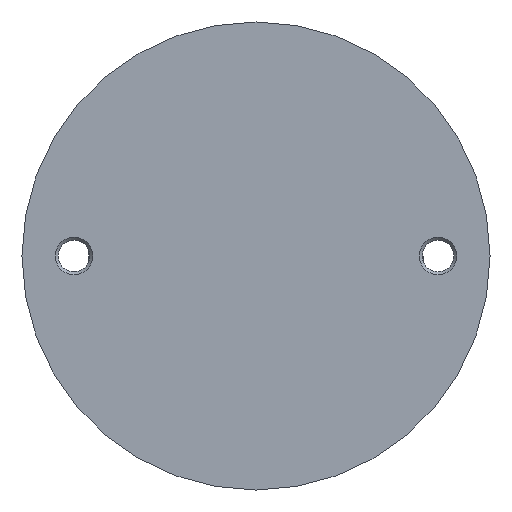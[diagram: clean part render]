
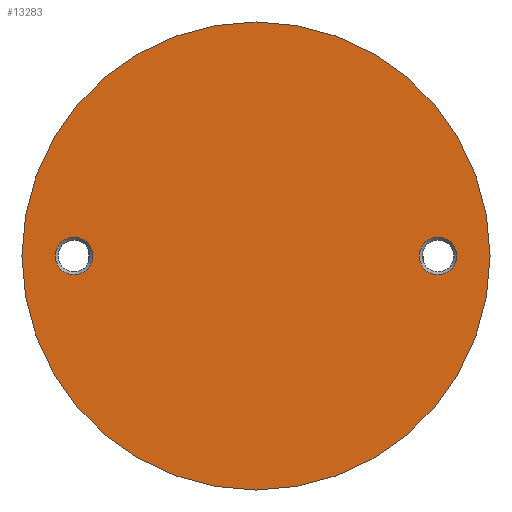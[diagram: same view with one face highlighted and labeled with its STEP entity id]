
A CAD part, front view. The second image highlights one B-rep face of the part: STEP entity #13283.
In plain terms, the highlighted planar face has unit normal (0, -1, 0).
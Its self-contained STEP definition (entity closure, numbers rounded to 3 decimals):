
#661 = AXIS2_PLACEMENT_3D ( 'NONE', #10886, #2547, #11814 ) ;
#887 = FACE_BOUND ( 'NONE', #1589, .T. ) ;
#1039 = FACE_OUTER_BOUND ( 'NONE', #5330, .T. ) ;
#1313 = AXIS2_PLACEMENT_3D ( 'NONE', #12043, #4863, #13119 ) ;
#1589 = EDGE_LOOP ( 'NONE', ( #3104 ) ) ;
#1736 = VERTEX_POINT ( 'NONE', #9285 ) ;
#1843 = VERTEX_POINT ( 'NONE', #5821 ) ;
#1975 = CIRCLE ( 'NONE', #4207, 40.5 ) ;
#2006 = EDGE_CURVE ( 'NONE', #1843, #1843, #1975, .T. ) ;
#2547 = DIRECTION ( 'NONE',  ( 0., 1., 0. ) ) ;
#3039 = DIRECTION ( 'NONE',  ( 0., 1., 0. ) ) ;
#3104 = ORIENTED_EDGE ( 'NONE', *, *, #10997, .T. ) ;
#3605 = AXIS2_PLACEMENT_3D ( 'NONE', #8210, #3039, #6172 ) ;
#3682 = PLANE ( 'NONE',  #661 ) ;
#4126 = CARTESIAN_POINT ( 'NONE',  ( 31.5, 0., 3.25 ) ) ;
#4207 = AXIS2_PLACEMENT_3D ( 'NONE', #11651, #7529, #4465 ) ;
#4465 = DIRECTION ( 'NONE',  ( 0., 0., 1. ) ) ;
#4863 = DIRECTION ( 'NONE',  ( 0., 1., 0. ) ) ;
#5330 = EDGE_LOOP ( 'NONE', ( #12610 ) ) ;
#5821 = CARTESIAN_POINT ( 'NONE',  ( 0., 0., 40.5 ) ) ;
#6024 = VERTEX_POINT ( 'NONE', #4126 ) ;
#6142 = EDGE_CURVE ( 'NONE', #6024, #6024, #12380, .T. ) ;
#6172 = DIRECTION ( 'NONE',  ( 0., 0., 1. ) ) ;
#6343 = FACE_BOUND ( 'NONE', #9804, .T. ) ;
#6845 = CIRCLE ( 'NONE', #1313, 3.25 ) ;
#7529 = DIRECTION ( 'NONE',  ( 0., 1., 0. ) ) ;
#8087 = ORIENTED_EDGE ( 'NONE', *, *, #6142, .T. ) ;
#8210 = CARTESIAN_POINT ( 'NONE',  ( 31.5, 0., 0. ) ) ;
#9285 = CARTESIAN_POINT ( 'NONE',  ( -31.5, 0., 3.25 ) ) ;
#9804 = EDGE_LOOP ( 'NONE', ( #8087 ) ) ;
#10886 = CARTESIAN_POINT ( 'NONE',  ( 0., 0., 0. ) ) ;
#10997 = EDGE_CURVE ( 'NONE', #1736, #1736, #6845, .T. ) ;
#11651 = CARTESIAN_POINT ( 'NONE',  ( 0., 0., 0. ) ) ;
#11814 = DIRECTION ( 'NONE',  ( 0., 0., 1. ) ) ;
#12043 = CARTESIAN_POINT ( 'NONE',  ( -31.5, 0., 0. ) ) ;
#12380 = CIRCLE ( 'NONE', #3605, 3.25 ) ;
#12610 = ORIENTED_EDGE ( 'NONE', *, *, #2006, .F. ) ;
#13119 = DIRECTION ( 'NONE',  ( 0., 0., 1. ) ) ;
#13283 = ADVANCED_FACE ( 'NONE', ( #6343, #887, #1039 ), #3682, .F. ) ;
